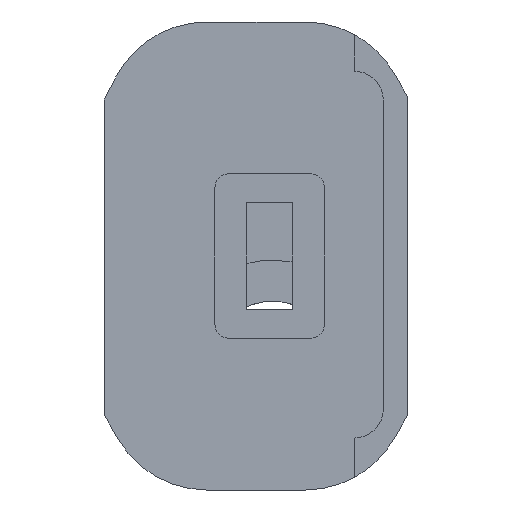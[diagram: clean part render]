
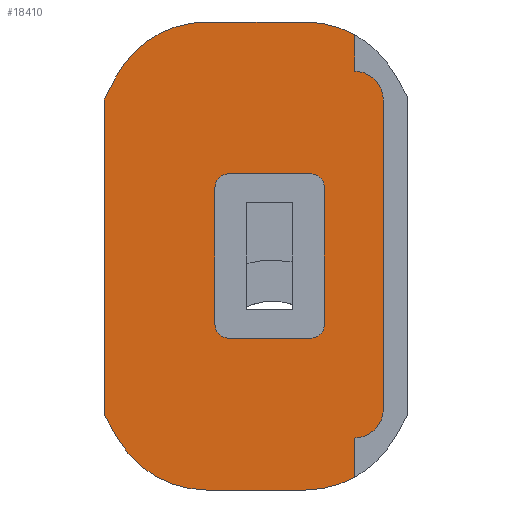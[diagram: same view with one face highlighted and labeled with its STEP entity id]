
A CAD part, left-side view. The second image highlights one B-rep face of the part: STEP entity #18410.
In plain terms, the highlighted planar face has unit normal (-1, 0, 0).
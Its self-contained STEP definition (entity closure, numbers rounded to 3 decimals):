
#734=FACE_BOUND('',#3620,.T.);
#2299=PLANE('',#19530);
#2587=FACE_OUTER_BOUND('',#3619,.T.);
#3619=EDGE_LOOP('',(#12999,#13000,#13001,#13002,#13003,#13004,#13005,#13006,
#13007,#13008,#13009,#13010,#13011,#13012));
#3620=EDGE_LOOP('',(#13013,#13014,#13015,#13016,#13017,#13018,#13019,#13020));
#4635=CIRCLE('',#19465,1.);
#4636=CIRCLE('',#19468,1.);
#4639=CIRCLE('',#19495,2.1);
#4655=CIRCLE('',#19519,7.5);
#4656=CIRCLE('',#19521,7.5);
#4657=CIRCLE('',#19523,7.5);
#4658=CIRCLE('',#19526,7.5);
#4659=CIRCLE('',#19531,2.1);
#4660=CIRCLE('',#19532,1.);
#4661=CIRCLE('',#19533,1.);
#4933=LINE('',#22806,#6296);
#4936=LINE('',#22814,#6299);
#4961=LINE('',#22885,#6324);
#4981=LINE('',#22962,#6344);
#4984=LINE('',#22971,#6347);
#4987=LINE('',#22975,#6350);
#4988=LINE('',#22977,#6351);
#4989=LINE('',#22979,#6352);
#4990=LINE('',#22980,#6353);
#4991=LINE('',#22983,#6354);
#4992=LINE('',#22985,#6355);
#4993=LINE('',#22989,#6356);
#6296=VECTOR('',#20299,10.);
#6299=VECTOR('',#20308,10.);
#6324=VECTOR('',#20387,10.);
#6344=VECTOR('',#20463,10.);
#6347=VECTOR('',#20472,10.);
#6350=VECTOR('',#20477,10.);
#6351=VECTOR('',#20480,10.);
#6352=VECTOR('',#20483,10.);
#6353=VECTOR('',#20484,10.);
#6354=VECTOR('',#20487,10.);
#6355=VECTOR('',#20488,10.);
#6356=VECTOR('',#20491,10.);
#7660=VERTEX_POINT('',#22798);
#7661=VERTEX_POINT('',#22800);
#7662=VERTEX_POINT('',#22804);
#7663=VERTEX_POINT('',#22808);
#7664=VERTEX_POINT('',#22812);
#7681=VERTEX_POINT('',#22877);
#7682=VERTEX_POINT('',#22879);
#7683=VERTEX_POINT('',#22883);
#7706=VERTEX_POINT('',#22942);
#7707=VERTEX_POINT('',#22944);
#7708=VERTEX_POINT('',#22948);
#7709=VERTEX_POINT('',#22950);
#7710=VERTEX_POINT('',#22954);
#7711=VERTEX_POINT('',#22956);
#7712=VERTEX_POINT('',#22960);
#7713=VERTEX_POINT('',#22964);
#7714=VERTEX_POINT('',#22966);
#7715=VERTEX_POINT('',#22970);
#7716=VERTEX_POINT('',#22981);
#7717=VERTEX_POINT('',#22984);
#7718=VERTEX_POINT('',#22986);
#7719=VERTEX_POINT('',#22988);
#9693=EDGE_CURVE('',#7661,#7660,#4635,.T.);
#9696=EDGE_CURVE('',#7660,#7662,#4933,.T.);
#9698=EDGE_CURVE('',#7662,#7663,#4636,.T.);
#9700=EDGE_CURVE('',#7663,#7664,#4936,.T.);
#9731=EDGE_CURVE('',#7681,#7682,#4639,.T.);
#9734=EDGE_CURVE('',#7681,#7683,#4961,.T.);
#9764=EDGE_CURVE('',#7706,#7707,#4655,.T.);
#9766=EDGE_CURVE('',#7709,#7708,#4656,.T.);
#9769=EDGE_CURVE('',#7711,#7710,#4657,.T.);
#9772=EDGE_CURVE('',#7710,#7712,#4981,.T.);
#9774=EDGE_CURVE('',#7714,#7713,#4658,.T.);
#9776=EDGE_CURVE('',#7715,#7714,#4984,.T.);
#9779=EDGE_CURVE('',#7708,#7682,#4987,.T.);
#9780=EDGE_CURVE('',#7707,#7711,#4988,.T.);
#9781=EDGE_CURVE('',#7715,#7712,#4989,.T.);
#9782=EDGE_CURVE('',#7709,#7713,#4990,.T.);
#9783=EDGE_CURVE('',#7716,#7683,#4659,.T.);
#9784=EDGE_CURVE('',#7716,#7706,#4991,.T.);
#9785=EDGE_CURVE('',#7717,#7661,#4992,.T.);
#9786=EDGE_CURVE('',#7664,#7718,#4660,.T.);
#9787=EDGE_CURVE('',#7718,#7719,#4993,.T.);
#9788=EDGE_CURVE('',#7719,#7717,#4661,.T.);
#12999=ORIENTED_EDGE('',*,*,#9764,.T.);
#13000=ORIENTED_EDGE('',*,*,#9780,.T.);
#13001=ORIENTED_EDGE('',*,*,#9769,.T.);
#13002=ORIENTED_EDGE('',*,*,#9772,.T.);
#13003=ORIENTED_EDGE('',*,*,#9781,.F.);
#13004=ORIENTED_EDGE('',*,*,#9776,.T.);
#13005=ORIENTED_EDGE('',*,*,#9774,.T.);
#13006=ORIENTED_EDGE('',*,*,#9782,.F.);
#13007=ORIENTED_EDGE('',*,*,#9766,.T.);
#13008=ORIENTED_EDGE('',*,*,#9779,.T.);
#13009=ORIENTED_EDGE('',*,*,#9731,.F.);
#13010=ORIENTED_EDGE('',*,*,#9734,.T.);
#13011=ORIENTED_EDGE('',*,*,#9783,.F.);
#13012=ORIENTED_EDGE('',*,*,#9784,.T.);
#13013=ORIENTED_EDGE('',*,*,#9785,.T.);
#13014=ORIENTED_EDGE('',*,*,#9693,.T.);
#13015=ORIENTED_EDGE('',*,*,#9696,.T.);
#13016=ORIENTED_EDGE('',*,*,#9698,.T.);
#13017=ORIENTED_EDGE('',*,*,#9700,.T.);
#13018=ORIENTED_EDGE('',*,*,#9786,.T.);
#13019=ORIENTED_EDGE('',*,*,#9787,.T.);
#13020=ORIENTED_EDGE('',*,*,#9788,.T.);
#18410=ADVANCED_FACE('',(#2587,#734),#2299,.T.);
#19465=AXIS2_PLACEMENT_3D('',#22801,#20293,#20294);
#19468=AXIS2_PLACEMENT_3D('',#22810,#20303,#20304);
#19495=AXIS2_PLACEMENT_3D('',#22880,#20381,#20382);
#19519=AXIS2_PLACEMENT_3D('',#22946,#20446,#20447);
#19521=AXIS2_PLACEMENT_3D('',#22951,#20451,#20452);
#19523=AXIS2_PLACEMENT_3D('',#22957,#20457,#20458);
#19526=AXIS2_PLACEMENT_3D('',#22967,#20467,#20468);
#19530=AXIS2_PLACEMENT_3D('',#22978,#20481,#20482);
#19531=AXIS2_PLACEMENT_3D('',#22982,#20485,#20486);
#19532=AXIS2_PLACEMENT_3D('',#22987,#20489,#20490);
#19533=AXIS2_PLACEMENT_3D('',#22990,#20492,#20493);
#20293=DIRECTION('center_axis',(1.,0.,0.));
#20294=DIRECTION('ref_axis',(0.,0.,-1.));
#20299=DIRECTION('',(0.,1.,0.));
#20303=DIRECTION('center_axis',(1.,0.,0.));
#20304=DIRECTION('ref_axis',(0.,1.,0.));
#20308=DIRECTION('',(0.,0.,1.));
#20381=DIRECTION('center_axis',(1.,0.,0.));
#20382=DIRECTION('ref_axis',(0.,-0.707,-0.707));
#20387=DIRECTION('',(0.,0.,1.));
#20446=DIRECTION('center_axis',(-1.,0.,0.));
#20447=DIRECTION('ref_axis',(0.,-1.,0.));
#20451=DIRECTION('center_axis',(-1.,0.,0.));
#20452=DIRECTION('ref_axis',(0.,0.,-1.));
#20457=DIRECTION('center_axis',(-1.,0.,0.));
#20458=DIRECTION('ref_axis',(0.,0.,1.));
#20463=DIRECTION('',(0.,0.454,-0.891));
#20467=DIRECTION('center_axis',(-1.,0.,0.));
#20468=DIRECTION('ref_axis',(0.,1.,0.));
#20472=DIRECTION('',(0.,-0.498,-0.867));
#20477=DIRECTION('',(0.,0.,1.));
#20480=DIRECTION('',(0.,1.,0.));
#20481=DIRECTION('center_axis',(-1.,0.,0.));
#20482=DIRECTION('ref_axis',(0.,0.,1.));
#20483=DIRECTION('',(0.,0.,1.));
#20484=DIRECTION('',(0.,1.,0.));
#20485=DIRECTION('center_axis',(1.,0.,0.));
#20486=DIRECTION('ref_axis',(0.,-0.707,0.707));
#20487=DIRECTION('',(0.,0.,1.));
#20488=DIRECTION('',(0.,0.,-1.));
#20489=DIRECTION('center_axis',(1.,0.,0.));
#20490=DIRECTION('ref_axis',(0.,0.,1.));
#20491=DIRECTION('',(0.,-1.,0.));
#20492=DIRECTION('center_axis',(1.,0.,0.));
#20493=DIRECTION('ref_axis',(0.,-1.,0.));
#22798=CARTESIAN_POINT('',(-3.1,5.3,-6.));
#22800=CARTESIAN_POINT('',(-3.1,4.3,-5.));
#22801=CARTESIAN_POINT('Origin',(-3.1,5.3,-5.));
#22804=CARTESIAN_POINT('',(-3.1,11.3,-6.));
#22806=CARTESIAN_POINT('',(-3.1,2.65,-6.));
#22808=CARTESIAN_POINT('',(-3.1,12.3,-5.));
#22810=CARTESIAN_POINT('Origin',(-3.1,11.3,-5.));
#22812=CARTESIAN_POINT('',(-3.1,12.3,5.));
#22814=CARTESIAN_POINT('',(-3.1,12.3,-11.05));
#22877=CARTESIAN_POINT('',(-3.1,0.,-11.2));
#22879=CARTESIAN_POINT('',(-3.1,2.1,-13.3));
#22880=CARTESIAN_POINT('Origin',(-3.1,2.1,-11.2));
#22883=CARTESIAN_POINT('',(-3.1,0.,11.4));
#22885=CARTESIAN_POINT('',(-3.1,0.,-17.1));
#22942=CARTESIAN_POINT('',(-3.1,2.1,16.18));
#22944=CARTESIAN_POINT('',(-3.1,5.7,17.1));
#22946=CARTESIAN_POINT('Origin',(-3.1,5.7,9.6));
#22948=CARTESIAN_POINT('',(-3.1,2.1,-16.18));
#22950=CARTESIAN_POINT('',(-3.1,5.7,-17.1));
#22951=CARTESIAN_POINT('Origin',(-3.1,5.7,-9.6));
#22954=CARTESIAN_POINT('',(-3.1,19.583,13.004));
#22956=CARTESIAN_POINT('',(-3.1,12.9,17.1));
#22957=CARTESIAN_POINT('Origin',(-3.1,12.9,9.6));
#22960=CARTESIAN_POINT('',(-3.1,20.4,11.4));
#22962=CARTESIAN_POINT('',(-3.1,23.653,5.012));
#22964=CARTESIAN_POINT('',(-3.1,12.9,-17.1));
#22966=CARTESIAN_POINT('',(-3.1,19.404,-13.334));
#22967=CARTESIAN_POINT('Origin',(-3.1,12.9,-9.6));
#22970=CARTESIAN_POINT('',(-3.1,20.4,-11.6));
#22971=CARTESIAN_POINT('',(-3.1,16.684,-18.073));
#22975=CARTESIAN_POINT('',(-3.1,2.1,-16.575));
#22977=CARTESIAN_POINT('',(-3.1,0.,17.1));
#22978=CARTESIAN_POINT('Origin',(-3.1,0.,-17.1));
#22979=CARTESIAN_POINT('',(-3.1,20.4,-8.55));
#22980=CARTESIAN_POINT('',(-3.1,18.6,-17.1));
#22981=CARTESIAN_POINT('',(-3.1,2.1,13.5));
#22982=CARTESIAN_POINT('Origin',(-3.1,2.1,11.4));
#22983=CARTESIAN_POINT('',(-3.1,2.1,-0.525));
#22984=CARTESIAN_POINT('',(-3.1,4.3,5.));
#22985=CARTESIAN_POINT('',(-3.1,4.3,-6.05));
#22986=CARTESIAN_POINT('',(-3.1,11.3,6.));
#22987=CARTESIAN_POINT('Origin',(-3.1,11.3,5.));
#22988=CARTESIAN_POINT('',(-3.1,5.3,6.));
#22989=CARTESIAN_POINT('',(-3.1,5.65,6.));
#22990=CARTESIAN_POINT('Origin',(-3.1,5.3,5.));
